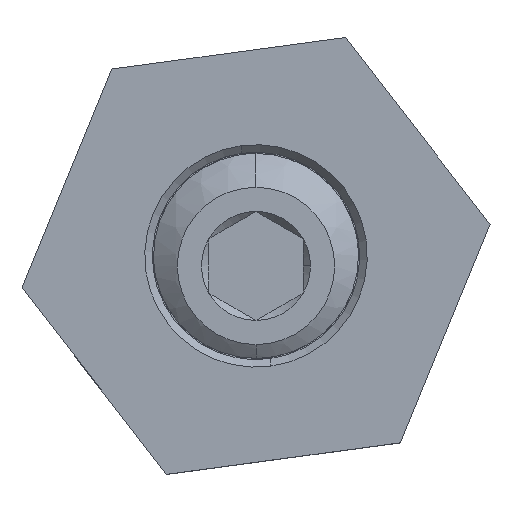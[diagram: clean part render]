
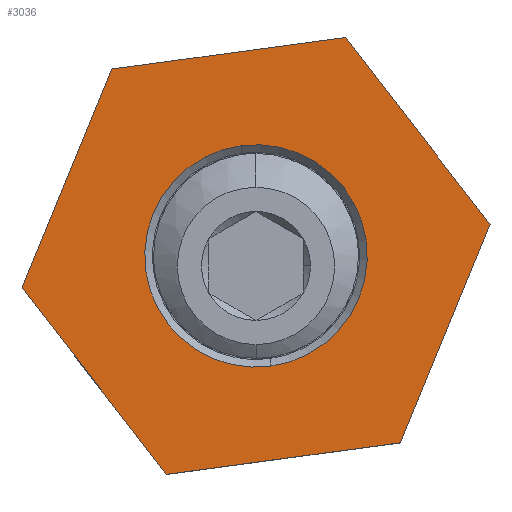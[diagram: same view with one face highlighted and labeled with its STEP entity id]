
A CAD part, top view. The second image highlights one B-rep face of the part: STEP entity #3036.
In plain terms, the highlighted face is planar.
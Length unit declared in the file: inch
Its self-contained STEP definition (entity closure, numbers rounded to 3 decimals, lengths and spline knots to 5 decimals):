
#41 = EDGE_CURVE ( 'NONE', #1175, #76, #471, .T. ) ;
#55 = VECTOR ( 'NONE', #4098, 39.37008 ) ;
#76 = VERTEX_POINT ( 'NONE', #2541 ) ;
#179 = VERTEX_POINT ( 'NONE', #3277 ) ;
#252 = DIRECTION ( 'NONE',  ( 0., -1., 0. ) ) ;
#262 = CARTESIAN_POINT ( 'NONE',  ( -0.4691, 0.18, 0. ) ) ;
#319 = ORIENTED_EDGE ( 'NONE', *, *, #3194, .T. ) ;
#410 = EDGE_CURVE ( 'NONE', #3589, #2916, #2873, .T. ) ;
#422 = LINE ( 'NONE', #692, #1127 ) ;
#471 = LINE ( 'NONE', #3073, #3085 ) ;
#477 = EDGE_LOOP ( 'NONE', ( #2879, #639, #3236, #3135, #1171, #319 ) ) ;
#639 = ORIENTED_EDGE ( 'NONE', *, *, #3627, .T. ) ;
#647 = CARTESIAN_POINT ( 'NONE',  ( 0.23455, 0.18, 0.40625 ) ) ;
#692 = CARTESIAN_POINT ( 'NONE',  ( 0.4691, 0.18, 0. ) ) ;
#805 = VERTEX_POINT ( 'NONE', #907 ) ;
#907 = CARTESIAN_POINT ( 'NONE',  ( -0.23455, 0.18, 0.40625 ) ) ;
#951 = AXIS2_PLACEMENT_3D ( 'NONE', #1093, #3691, #1985 ) ;
#1003 = DIRECTION ( 'NONE',  ( -0.5, 0., -0.866 ) ) ;
#1049 = VERTEX_POINT ( 'NONE', #647 ) ;
#1093 = CARTESIAN_POINT ( 'NONE',  ( 0., 0.18, 0. ) ) ;
#1113 = DIRECTION ( 'NONE',  ( 0.5, 0., 0.866 ) ) ;
#1127 = VECTOR ( 'NONE', #1003, 39.37008 ) ;
#1171 = ORIENTED_EDGE ( 'NONE', *, *, #41, .T. ) ;
#1175 = VERTEX_POINT ( 'NONE', #1460 ) ;
#1264 = EDGE_CURVE ( 'NONE', #179, #1175, #2263, .T. ) ;
#1405 = FACE_OUTER_BOUND ( 'NONE', #477, .T. ) ;
#1414 = CARTESIAN_POINT ( 'NONE',  ( 0.23455, 0.18, 0.40625 ) ) ;
#1447 = CARTESIAN_POINT ( 'NONE',  ( 0.4691, 0.18, 0. ) ) ;
#1460 = CARTESIAN_POINT ( 'NONE',  ( -0.23455, 0.18, -0.40625 ) ) ;
#1513 = VECTOR ( 'NONE', #4139, 39.37008 ) ;
#1538 = EDGE_LOOP ( 'NONE', ( #2748, #3406 ) ) ;
#1707 = DIRECTION ( 'NONE',  ( -0.5, 0., 0.866 ) ) ;
#1822 = DIRECTION ( 'NONE',  ( 0., 0., 1. ) ) ;
#1856 = LINE ( 'NONE', #262, #2523 ) ;
#1956 = CARTESIAN_POINT ( 'NONE',  ( 0.23455, 0.18, -0.40625 ) ) ;
#1985 = DIRECTION ( 'NONE',  ( 0., 0., 1. ) ) ;
#2217 = EDGE_CURVE ( 'NONE', #805, #1049, #3205, .T. ) ;
#2263 = LINE ( 'NONE', #1956, #2419 ) ;
#2354 = FACE_BOUND ( 'NONE', #1538, .T. ) ;
#2419 = VECTOR ( 'NONE', #3856, 39.37008 ) ;
#2501 = VERTEX_POINT ( 'NONE', #1447 ) ;
#2515 = CARTESIAN_POINT ( 'NONE',  ( 0., 0.18, 0. ) ) ;
#2523 = VECTOR ( 'NONE', #1113, 39.37008 ) ;
#2541 = CARTESIAN_POINT ( 'NONE',  ( -0.4691, 0.18, 0. ) ) ;
#2704 = PLANE ( 'NONE',  #951 ) ;
#2748 = ORIENTED_EDGE ( 'NONE', *, *, #3639, .T. ) ;
#2873 = CIRCLE ( 'NONE', #3891, 0.221 ) ;
#2879 = ORIENTED_EDGE ( 'NONE', *, *, #2217, .T. ) ;
#2916 = VERTEX_POINT ( 'NONE', #4003 ) ;
#3025 = CARTESIAN_POINT ( 'NONE',  ( 0., 0.18, 0. ) ) ;
#3036 = ADVANCED_FACE ( 'NONE', ( #2354, #1405 ), #2704, .T. ) ;
#3073 = CARTESIAN_POINT ( 'NONE',  ( -0.23455, 0.18, -0.40625 ) ) ;
#3085 = VECTOR ( 'NONE', #1707, 39.37008 ) ;
#3108 = CARTESIAN_POINT ( 'NONE',  ( 0., 0.18, -0.221 ) ) ;
#3135 = ORIENTED_EDGE ( 'NONE', *, *, #1264, .T. ) ;
#3167 = DIRECTION ( 'NONE',  ( 0., -1., 0. ) ) ;
#3194 = EDGE_CURVE ( 'NONE', #76, #805, #1856, .T. ) ;
#3205 = LINE ( 'NONE', #3571, #1513 ) ;
#3236 = ORIENTED_EDGE ( 'NONE', *, *, #3487, .T. ) ;
#3277 = CARTESIAN_POINT ( 'NONE',  ( 0.23455, 0.18, -0.40625 ) ) ;
#3353 = LINE ( 'NONE', #1414, #55 ) ;
#3361 = AXIS2_PLACEMENT_3D ( 'NONE', #2515, #3167, #3804 ) ;
#3406 = ORIENTED_EDGE ( 'NONE', *, *, #410, .T. ) ;
#3487 = EDGE_CURVE ( 'NONE', #2501, #179, #422, .T. ) ;
#3511 = CIRCLE ( 'NONE', #3361, 0.221 ) ;
#3571 = CARTESIAN_POINT ( 'NONE',  ( -0.23455, 0.18, 0.40625 ) ) ;
#3589 = VERTEX_POINT ( 'NONE', #3108 ) ;
#3627 = EDGE_CURVE ( 'NONE', #1049, #2501, #3353, .T. ) ;
#3639 = EDGE_CURVE ( 'NONE', #2916, #3589, #3511, .T. ) ;
#3691 = DIRECTION ( 'NONE',  ( 0., 1., 0. ) ) ;
#3804 = DIRECTION ( 'NONE',  ( 0., 0., 1. ) ) ;
#3856 = DIRECTION ( 'NONE',  ( -1., 0., 0. ) ) ;
#3891 = AXIS2_PLACEMENT_3D ( 'NONE', #3025, #252, #1822 ) ;
#4003 = CARTESIAN_POINT ( 'NONE',  ( 0., 0.18, 0.221 ) ) ;
#4098 = DIRECTION ( 'NONE',  ( 0.5, 0., -0.866 ) ) ;
#4139 = DIRECTION ( 'NONE',  ( 1., 0., 0. ) ) ;
